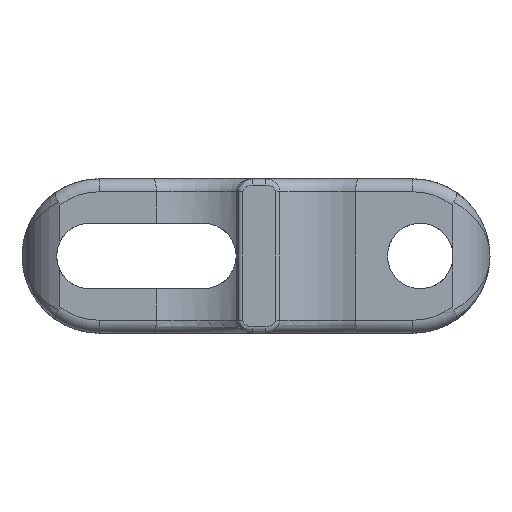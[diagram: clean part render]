
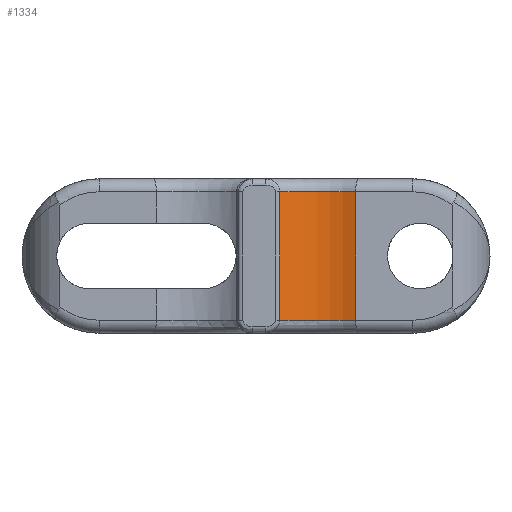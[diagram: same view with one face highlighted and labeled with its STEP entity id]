
A CAD part, left-side view. The second image highlights one B-rep face of the part: STEP entity #1334.
In plain terms, the highlighted cylindrical face has radius 6.041 mm (diameter 12.081 mm), a partial arc.
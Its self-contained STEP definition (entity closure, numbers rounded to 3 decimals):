
#1334 = ADVANCED_FACE( '', ( #3913 ), #3914, .F. );
#3913 = FACE_OUTER_BOUND( '', #7922, .T. );
#3914 = CYLINDRICAL_SURFACE( '', #7923, 6.041 );
#7922 = EDGE_LOOP( '', ( #32342, #32343, #32344, #32345 ) );
#7923 = AXIS2_PLACEMENT_3D( '', #32346, #32347, #32348 );
#32342 = ORIENTED_EDGE( '', *, *, #44321, .T. );
#32343 = ORIENTED_EDGE( '', *, *, #44322, .T. );
#32344 = ORIENTED_EDGE( '', *, *, #44323, .T. );
#32345 = ORIENTED_EDGE( '', *, *, #44324, .F. );
#32346 = CARTESIAN_POINT( '', ( -163.563, -5.315, 37.206 ) );
#32347 = DIRECTION( '', ( 0., 0., 1. ) );
#32348 = DIRECTION( '', ( 0., 1., 0. ) );
#44321 = EDGE_CURVE( '', #49382, #49383, #49384, .F. );
#44322 = EDGE_CURVE( '', #49383, #49385, #49386, .T. );
#44323 = EDGE_CURVE( '', #49385, #49387, #49388, .F. );
#44324 = EDGE_CURVE( '', #49382, #49387, #49389, .T. );
#49382 = VERTEX_POINT( '', #56992 );
#49383 = VERTEX_POINT( '', #56993 );
#49384 = CIRCLE( '', #56994, 6.041 );
#49385 = VERTEX_POINT( '', #56995 );
#49386 = LINE( '', #56996, #56997 );
#49387 = VERTEX_POINT( '', #56998 );
#49388 = CIRCLE( '', #56999, 6.041 );
#49389 = LINE( '', #57000, #57001 );
#56992 = CARTESIAN_POINT( '', ( -157.977, -7.614, 4.907 ) );
#56993 = CARTESIAN_POINT( '', ( -158.645, -1.807, 4.907 ) );
#56994 = AXIS2_PLACEMENT_3D( '', #86343, #86344, #86345 );
#56995 = CARTESIAN_POINT( '', ( -158.645, -1.807, -4.907 ) );
#56996 = CARTESIAN_POINT( '', ( -158.645, -1.807, 37.206 ) );
#56997 = VECTOR( '', #86346, 1000. );
#56998 = CARTESIAN_POINT( '', ( -157.977, -7.614, -4.907 ) );
#56999 = AXIS2_PLACEMENT_3D( '', #86347, #86348, #86349 );
#57000 = CARTESIAN_POINT( '', ( -157.977, -7.614, 37.206 ) );
#57001 = VECTOR( '', #86350, 1000. );
#86343 = CARTESIAN_POINT( '', ( -163.563, -5.315, 4.907 ) );
#86344 = DIRECTION( '', ( 0., 0., -1. ) );
#86345 = DIRECTION( '', ( 0., 1., 0. ) );
#86346 = DIRECTION( '', ( 0., 0., -1. ) );
#86347 = CARTESIAN_POINT( '', ( -163.563, -5.315, -4.907 ) );
#86348 = DIRECTION( '', ( 0., 0., 1. ) );
#86349 = DIRECTION( '', ( 0., -1., 0. ) );
#86350 = DIRECTION( '', ( 0., 0., -1. ) );
